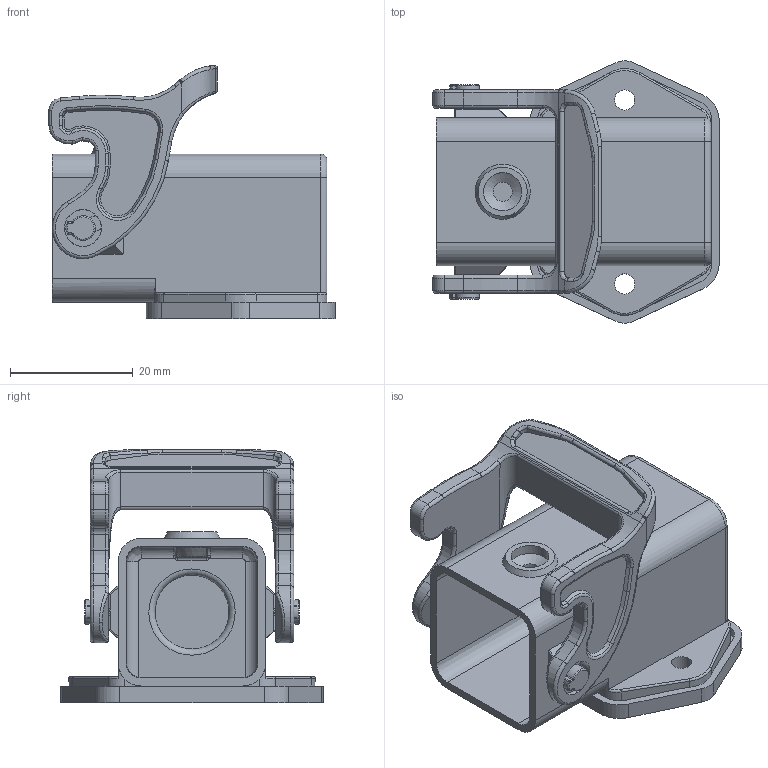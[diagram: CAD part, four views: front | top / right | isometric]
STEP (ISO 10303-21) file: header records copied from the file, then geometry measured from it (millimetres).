
FILE_DESCRIPTION(/* description */ (''),/* implementation_level */ '2;1');
FILE_NAME(/* name */ '3D_H3A.P-BK-1L-SE.stp',/* time_stamp */ '2026-03-09T20:23:44+03:00',/* author */ ('krute'),/* organization */ (''),/* preprocessor_version */ 'ST-DEVELOPER v20.1',/* originating_system */ 'Autodesk Inventor 2026',/* authorisation */ '');
FILE_SCHEMA (('CONFIG_CONTROL_DESIGN'));
Length unit declared in the file: millimetre
Products named in the file (1): 3D_1180039271001_H3A.P-BK-1L-SE_V1.1
Bounding box: 46.68 x 42.77 x 41.3 mm (x, y, z)
Volume: 12392.9 mm3; surface area: 12836.7 mm2
Topology: 1 solids, 1 shells, 520 faces, 1333 edges, 825 vertices
Faces by surface type: cylinder 183, plane 133, torus 98, bspline 71, cone 23, sphere 12
Full cylindrical faces by diameter (mm): 3.115 x1, 3.3 x2, 4.02 x2, 4.2 x2, 6 x2, 6.2 x1, 12.06 x1
Entity records: 23009 total; most frequent: CARTESIAN_POINT 10478, DIRECTION 2666, ORIENTED_EDGE 2656, EDGE_CURVE 1328, AXIS2_PLACEMENT_3D 1086, VERTEX_POINT 825, CIRCLE 569, EDGE_LOOP 549
